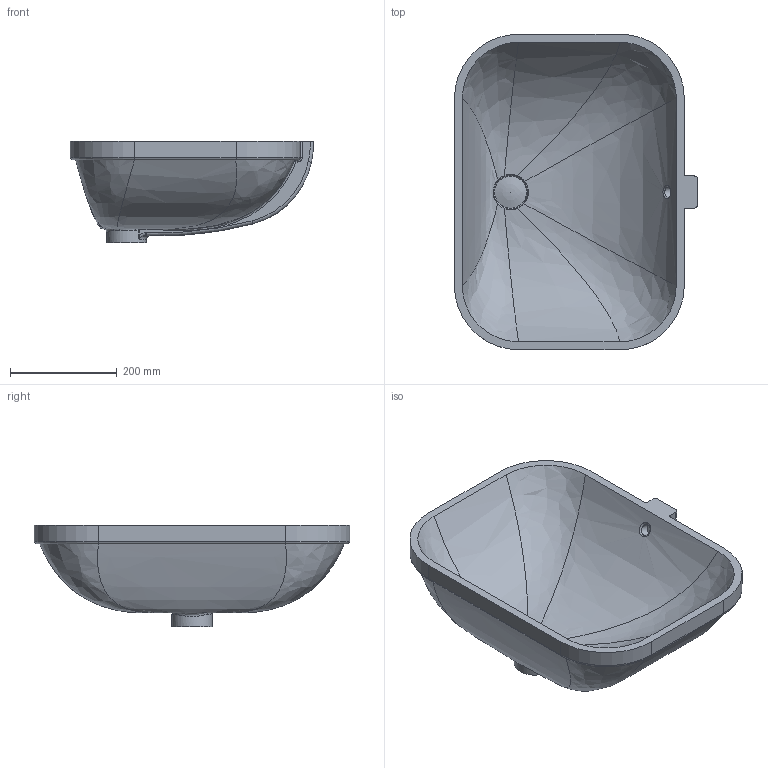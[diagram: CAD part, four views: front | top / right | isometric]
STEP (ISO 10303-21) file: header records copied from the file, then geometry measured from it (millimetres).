
FILE_DESCRIPTION((''),'2;1');
FILE_NAME('033856.stp','2012-01-10T10:23:17',('Administrator'),(''),'Autodesk Inventor 2011','Autodesk Inventor 2011','');
FILE_SCHEMA(('AUTOMOTIVE_DESIGN { 1 0 10303 214 1 1 1 1 }'));
Length unit declared in the file: millimetre
Products named in the file (4): 033856; Kelch; Stopfen
Assembly tree (3 placements, depth 2):
  033856
    033856
    Kelch
    Stopfen
Bounding box: 455.03 x 590.03 x 190 mm (x, y, z)
Volume: 10283037.2 mm3; surface area: 786303.9 mm2
Topology: 3 solids, 3 shells, 118 faces, 292 edges, 179 vertices
Faces by surface type: bspline 36, cylinder 34, plane 26, torus 19, cone 3
Full cylindrical faces by diameter (mm): 20 x1, 42 x1, 44 x1, 52 x1, 60 x1, 75 x1
Entity records: 5620 total; most frequent: CARTESIAN_POINT 3005, ORIENTED_EDGE 546, DIRECTION 470, EDGE_CURVE 273, AXIS2_PLACEMENT_3D 196, VERTEX_POINT 174, EDGE_LOOP 135, FACE_OUTER_BOUND 118
